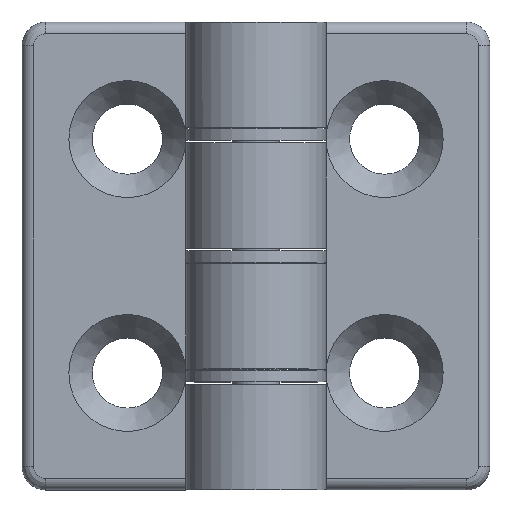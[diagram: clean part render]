
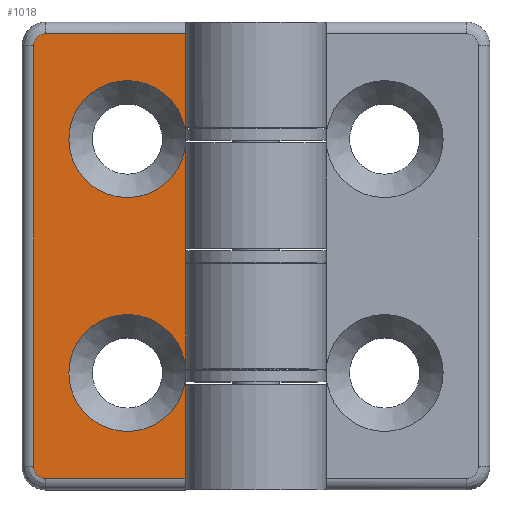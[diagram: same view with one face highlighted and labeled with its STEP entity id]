
A CAD part, top view. The second image highlights one B-rep face of the part: STEP entity #1018.
In plain terms, the highlighted face is planar.
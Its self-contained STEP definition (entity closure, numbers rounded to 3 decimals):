
#81=PLANE('',#1099);
#120=FACE_OUTER_BOUND('',#187,.T.);
#187=EDGE_LOOP('',(#736,#737,#738,#739,#740,#741,#742,#743,#744,#745,#746,
#747,#748,#749,#750,#751));
#288=LINE('',#1560,#354);
#291=LINE('',#1583,#357);
#293=LINE('',#1612,#359);
#294=LINE('',#1615,#360);
#295=LINE('',#1618,#361);
#296=LINE('',#1620,#362);
#297=LINE('',#1622,#363);
#298=LINE('',#1624,#364);
#299=LINE('',#1626,#365);
#300=LINE('',#1629,#366);
#301=LINE('',#1631,#367);
#302=LINE('',#1632,#368);
#354=VECTOR('',#1226,6.);
#357=VECTOR('',#1241,18.);
#359=VECTOR('',#1251,6.172);
#360=VECTOR('',#1254,4.5);
#361=VECTOR('',#1257,0.165);
#362=VECTOR('',#1258,0.172);
#363=VECTOR('',#1259,4.5);
#364=VECTOR('',#1260,0.172);
#365=VECTOR('',#1261,5.335);
#366=VECTOR('',#1264,0.5);
#367=VECTOR('',#1265,0.172);
#368=VECTOR('',#1266,4.);
#424=CIRCLE('',#1092,0.5);
#428=CIRCLE('',#1097,0.5);
#429=CIRCLE('',#1100,2.5);
#430=CIRCLE('',#1101,2.5);
#487=VERTEX_POINT('',#1557);
#488=VERTEX_POINT('',#1559);
#490=VERTEX_POINT('',#1573);
#492=VERTEX_POINT('',#1579);
#494=VERTEX_POINT('',#1593);
#496=VERTEX_POINT('',#1599);
#498=VERTEX_POINT('',#1614);
#499=VERTEX_POINT('',#1617);
#500=VERTEX_POINT('',#1619);
#501=VERTEX_POINT('',#1621);
#502=VERTEX_POINT('',#1623);
#503=VERTEX_POINT('',#1625);
#504=VERTEX_POINT('',#1628);
#505=VERTEX_POINT('',#1630);
#583=EDGE_CURVE('',#487,#488,#288,.T.);
#588=EDGE_CURVE('',#488,#490,#424,.T.);
#591=EDGE_CURVE('',#490,#492,#291,.T.);
#594=EDGE_CURVE('',#492,#494,#428,.T.);
#597=EDGE_CURVE('',#494,#496,#293,.T.);
#598=EDGE_CURVE('',#487,#498,#294,.T.);
#599=EDGE_CURVE('',#498,#498,#429,.T.);
#600=EDGE_CURVE('',#498,#499,#295,.T.);
#601=EDGE_CURVE('',#499,#500,#296,.T.);
#602=EDGE_CURVE('',#500,#501,#297,.T.);
#603=EDGE_CURVE('',#501,#502,#298,.T.);
#604=EDGE_CURVE('',#502,#503,#299,.T.);
#605=EDGE_CURVE('',#503,#503,#430,.T.);
#606=EDGE_CURVE('',#503,#504,#300,.T.);
#607=EDGE_CURVE('',#504,#505,#301,.T.);
#608=EDGE_CURVE('',#505,#496,#302,.T.);
#736=ORIENTED_EDGE('',*,*,#597,.F.);
#737=ORIENTED_EDGE('',*,*,#594,.F.);
#738=ORIENTED_EDGE('',*,*,#591,.F.);
#739=ORIENTED_EDGE('',*,*,#588,.F.);
#740=ORIENTED_EDGE('',*,*,#583,.F.);
#741=ORIENTED_EDGE('',*,*,#598,.T.);
#742=ORIENTED_EDGE('',*,*,#599,.T.);
#743=ORIENTED_EDGE('',*,*,#600,.T.);
#744=ORIENTED_EDGE('',*,*,#601,.T.);
#745=ORIENTED_EDGE('',*,*,#602,.T.);
#746=ORIENTED_EDGE('',*,*,#603,.T.);
#747=ORIENTED_EDGE('',*,*,#604,.T.);
#748=ORIENTED_EDGE('',*,*,#605,.T.);
#749=ORIENTED_EDGE('',*,*,#606,.T.);
#750=ORIENTED_EDGE('',*,*,#607,.T.);
#751=ORIENTED_EDGE('',*,*,#608,.T.);
#1018=ADVANCED_FACE('',(#120),#81,.T.);
#1092=AXIS2_PLACEMENT_3D('',#1577,#1234,#1235);
#1097=AXIS2_PLACEMENT_3D('',#1597,#1246,#1247);
#1099=AXIS2_PLACEMENT_3D('',#1613,#1252,#1253);
#1100=AXIS2_PLACEMENT_3D('',#1616,#1255,#1256);
#1101=AXIS2_PLACEMENT_3D('',#1627,#1262,#1263);
#1226=DIRECTION('',(-1.,0.,0.));
#1234=DIRECTION('center_axis',(0.,-1.,0.));
#1235=DIRECTION('ref_axis',(-0.707,0.,0.707));
#1241=DIRECTION('',(0.,0.,-1.));
#1246=DIRECTION('center_axis',(0.,-1.,0.));
#1247=DIRECTION('ref_axis',(-0.707,0.,-0.707));
#1251=DIRECTION('',(1.,0.,0.));
#1252=DIRECTION('center_axis',(0.,1.,0.));
#1253=DIRECTION('ref_axis',(-1.,0.,0.));
#1254=DIRECTION('',(0.,0.,-1.));
#1255=DIRECTION('center_axis',(0.,-1.,0.));
#1256=DIRECTION('ref_axis',(1.,0.,0.));
#1257=DIRECTION('',(0.,0.,-1.));
#1258=DIRECTION('',(1.,0.,0.));
#1259=DIRECTION('',(0.,0.,-1.));
#1260=DIRECTION('',(-1.,0.,0.));
#1261=DIRECTION('',(0.,0.,-1.));
#1262=DIRECTION('center_axis',(0.,-1.,0.));
#1263=DIRECTION('ref_axis',(1.,0.,0.));
#1264=DIRECTION('',(0.,0.,-1.));
#1265=DIRECTION('',(1.,0.,0.));
#1266=DIRECTION('',(0.,0.,-1.));
#1557=CARTESIAN_POINT('',(-3.,2.,9.5));
#1559=CARTESIAN_POINT('',(-9.,2.,9.5));
#1560=CARTESIAN_POINT('',(0.,2.,9.5));
#1573=CARTESIAN_POINT('',(-9.5,2.,9.));
#1577=CARTESIAN_POINT('Origin',(-9.,2.,9.));
#1579=CARTESIAN_POINT('',(-9.5,2.,-9.));
#1583=CARTESIAN_POINT('',(-9.5,2.,0.));
#1593=CARTESIAN_POINT('',(-9.,2.,-9.5));
#1597=CARTESIAN_POINT('Origin',(-9.,2.,-9.));
#1599=CARTESIAN_POINT('',(-2.828,2.,-9.5));
#1612=CARTESIAN_POINT('',(0.,2.,-9.5));
#1613=CARTESIAN_POINT('Origin',(0.,2.,0.));
#1614=CARTESIAN_POINT('',(-3.,2.,5.));
#1615=CARTESIAN_POINT('',(-3.,2.,2.418));
#1616=CARTESIAN_POINT('Origin',(-5.5,2.,5.));
#1617=CARTESIAN_POINT('',(-3.,2.,4.835));
#1618=CARTESIAN_POINT('',(-3.,2.,2.418));
#1619=CARTESIAN_POINT('',(-2.828,2.,4.835));
#1620=CARTESIAN_POINT('',(1.5,2.,4.835));
#1621=CARTESIAN_POINT('',(-2.828,2.,0.335));
#1622=CARTESIAN_POINT('',(-2.828,2.,0.));
#1623=CARTESIAN_POINT('',(-3.,2.,0.335));
#1624=CARTESIAN_POINT('',(-1.5,2.,0.335));
#1625=CARTESIAN_POINT('',(-3.,2.,-5.));
#1626=CARTESIAN_POINT('',(-3.,2.,-2.75));
#1627=CARTESIAN_POINT('Origin',(-5.5,2.,-5.));
#1628=CARTESIAN_POINT('',(-3.,2.,-5.5));
#1629=CARTESIAN_POINT('',(-3.,2.,-2.75));
#1630=CARTESIAN_POINT('',(-2.828,2.,-5.5));
#1631=CARTESIAN_POINT('',(1.5,2.,-5.5));
#1632=CARTESIAN_POINT('',(-2.828,2.,0.));
